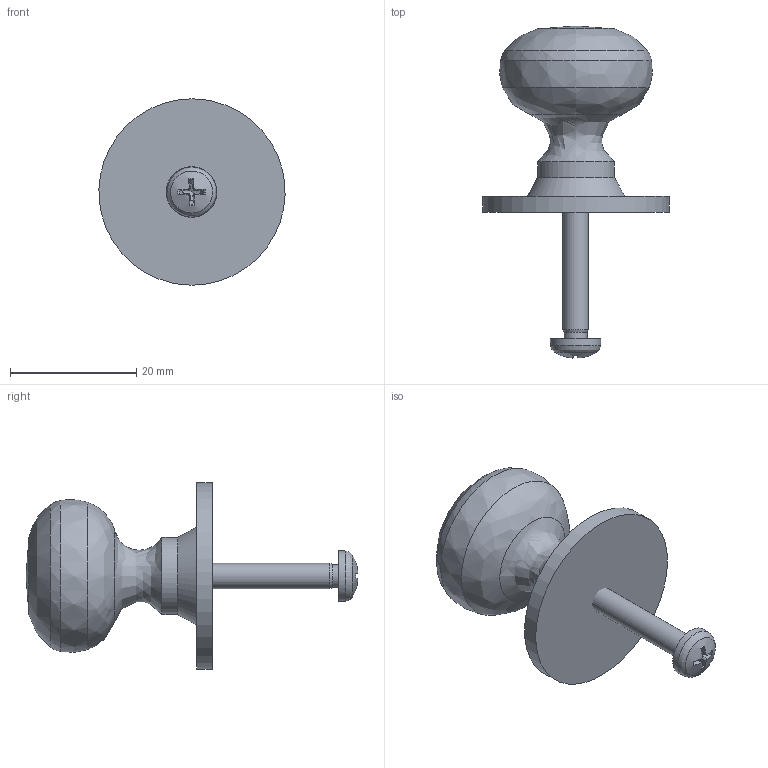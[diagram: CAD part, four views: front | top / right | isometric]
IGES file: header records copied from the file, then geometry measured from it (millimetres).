
Global section: file name: P798-B; native system: Autodesk Inventor 2018; preprocessor: unknown; author: ashami; date: 20180912.140944; units: millimetre
Bounding box: 29.48 x 52.57 x 29.5 mm (x, y, z)
Volume: 8484.2 mm3; surface area: 4155.2 mm2
Topology: 2 solids, 2 shells, 43 faces, 121 edges, 84 vertices
Faces by surface type: bspline 43
